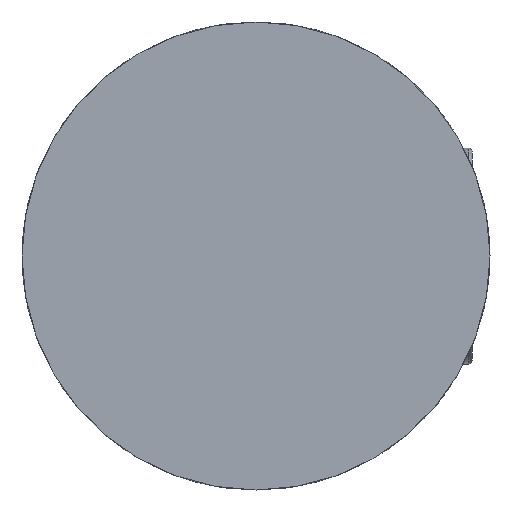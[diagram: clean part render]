
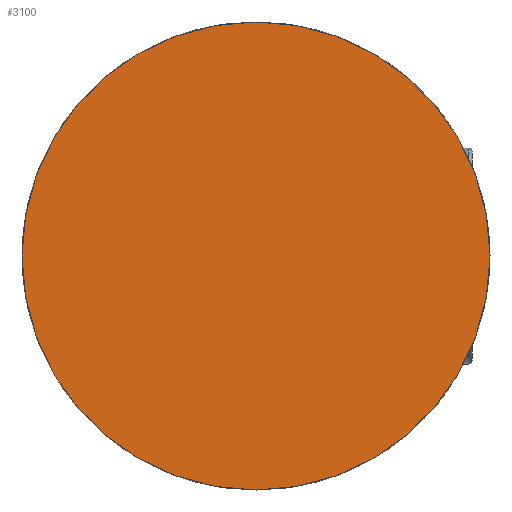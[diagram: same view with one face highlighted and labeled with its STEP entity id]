
A CAD part, front view. The second image highlights one B-rep face of the part: STEP entity #3100.
In plain terms, the highlighted planar face has unit normal (0, -1, 0).
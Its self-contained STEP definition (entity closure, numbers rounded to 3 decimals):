
#493 = ORIENTED_EDGE ( 'NONE', *, *, #3206, .F. ) ;
#533 = EDGE_CURVE ( 'NONE', #2786, #2965, #3754, .T. ) ;
#926 = CIRCLE ( 'NONE', #2510, 130. ) ;
#942 = EDGE_LOOP ( 'NONE', ( #1232, #493 ) ) ;
#1157 = AXIS2_PLACEMENT_3D ( 'NONE', #4357, #2355, #1702 ) ;
#1232 = ORIENTED_EDGE ( 'NONE', *, *, #533, .F. ) ;
#1702 = DIRECTION ( 'NONE',  ( 0., 0., 1. ) ) ;
#1790 = CARTESIAN_POINT ( 'NONE',  ( 0., 0., -130. ) ) ;
#1803 = DIRECTION ( 'NONE',  ( 0., 1., 0. ) ) ;
#1818 = AXIS2_PLACEMENT_3D ( 'NONE', #4300, #3963, #1921 ) ;
#1911 = CARTESIAN_POINT ( 'NONE',  ( 0., 0., 130. ) ) ;
#1921 = DIRECTION ( 'NONE',  ( 0., 0., 1. ) ) ;
#2355 = DIRECTION ( 'NONE',  ( 0., 1., 0. ) ) ;
#2510 = AXIS2_PLACEMENT_3D ( 'NONE', #3226, #1803, #3580 ) ;
#2786 = VERTEX_POINT ( 'NONE', #1790 ) ;
#2965 = VERTEX_POINT ( 'NONE', #1911 ) ;
#2982 = FACE_OUTER_BOUND ( 'NONE', #942, .T. ) ;
#3003 = PLANE ( 'NONE',  #1157 ) ;
#3100 = ADVANCED_FACE ( 'NONE', ( #2982 ), #3003, .F. ) ;
#3206 = EDGE_CURVE ( 'NONE', #2965, #2786, #926, .T. ) ;
#3226 = CARTESIAN_POINT ( 'NONE',  ( 0., 0., 0. ) ) ;
#3580 = DIRECTION ( 'NONE',  ( 0., 0., 1. ) ) ;
#3754 = CIRCLE ( 'NONE', #1818, 130. ) ;
#3963 = DIRECTION ( 'NONE',  ( 0., 1., 0. ) ) ;
#4300 = CARTESIAN_POINT ( 'NONE',  ( 0., 0., 0. ) ) ;
#4357 = CARTESIAN_POINT ( 'NONE',  ( 0., 0., 0. ) ) ;
